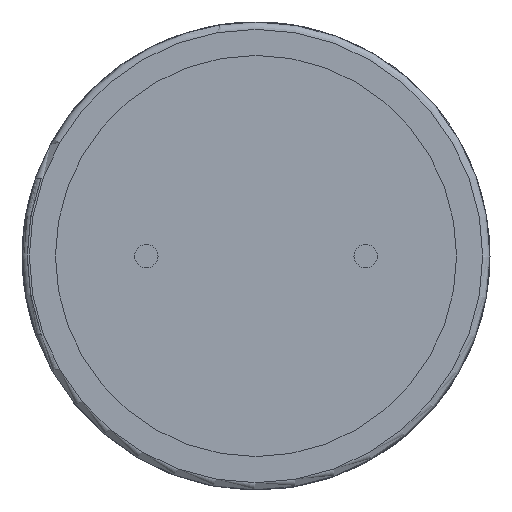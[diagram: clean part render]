
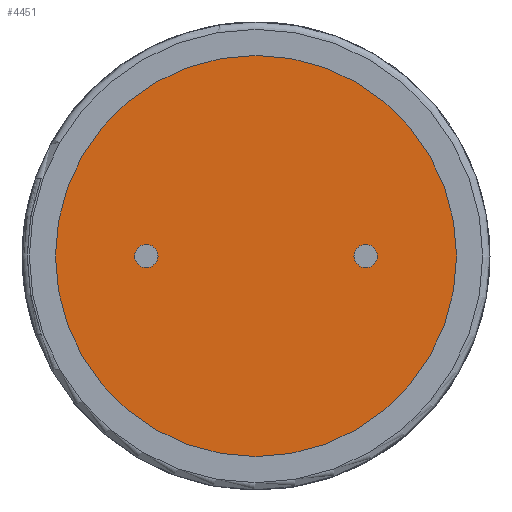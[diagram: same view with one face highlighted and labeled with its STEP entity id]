
A CAD part, front view. The second image highlights one B-rep face of the part: STEP entity #4451.
In plain terms, the highlighted planar face has unit normal (0, -1, 0).
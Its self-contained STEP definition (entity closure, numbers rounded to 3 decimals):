
#62=FACE_BOUND('',#753,.T.);
#63=FACE_BOUND('',#754,.T.);
#165=PLANE('',#4737);
#495=FACE_OUTER_BOUND('',#752,.T.);
#752=EDGE_LOOP('',(#3946));
#753=EDGE_LOOP('',(#3947));
#754=EDGE_LOOP('',(#3948));
#861=CIRCLE('',#4729,0.4);
#863=CIRCLE('',#4733,0.4);
#864=CIRCLE('',#4736,6.857);
#2069=VERTEX_POINT('',#11283);
#2071=VERTEX_POINT('',#11290);
#2072=VERTEX_POINT('',#11295);
#2693=EDGE_CURVE('',#2069,#2069,#861,.T.);
#2696=EDGE_CURVE('',#2071,#2071,#863,.T.);
#2698=EDGE_CURVE('',#2072,#2072,#864,.T.);
#3946=ORIENTED_EDGE('',*,*,#2698,.T.);
#3947=ORIENTED_EDGE('',*,*,#2693,.T.);
#3948=ORIENTED_EDGE('',*,*,#2696,.T.);
#4451=ADVANCED_FACE('',(#495,#62,#63),#165,.T.);
#4729=AXIS2_PLACEMENT_3D('',#11285,#5541,#5542);
#4733=AXIS2_PLACEMENT_3D('',#11292,#5550,#5551);
#4736=AXIS2_PLACEMENT_3D('',#11297,#5557,#5558);
#4737=AXIS2_PLACEMENT_3D('',#11298,#5559,#5560);
#5541=DIRECTION('center_axis',(0.,1.,0.));
#5542=DIRECTION('ref_axis',(1.,0.,0.));
#5550=DIRECTION('center_axis',(0.,1.,0.));
#5551=DIRECTION('ref_axis',(1.,0.,0.));
#5557=DIRECTION('center_axis',(0.,-1.,0.));
#5558=DIRECTION('ref_axis',(1.,0.,0.));
#5559=DIRECTION('center_axis',(0.,-1.,0.));
#5560=DIRECTION('ref_axis',(0.,0.,-1.));
#11283=CARTESIAN_POINT('',(3.35,0.1,0.));
#11285=CARTESIAN_POINT('Origin',(3.75,0.1,0.));
#11290=CARTESIAN_POINT('',(-4.15,0.1,0.));
#11292=CARTESIAN_POINT('Origin',(-3.75,0.1,0.));
#11295=CARTESIAN_POINT('',(-6.857,0.1,0.));
#11297=CARTESIAN_POINT('Origin',(0.,0.1,0.));
#11298=CARTESIAN_POINT('Origin',(0.,0.1,0.));
